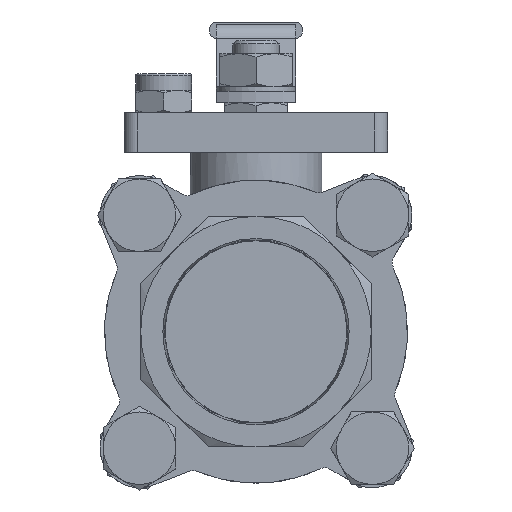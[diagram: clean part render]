
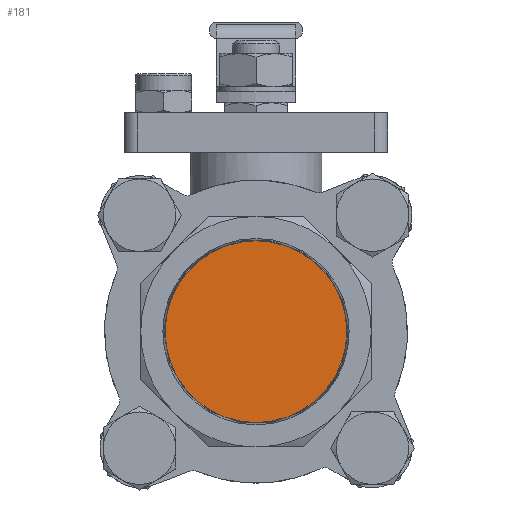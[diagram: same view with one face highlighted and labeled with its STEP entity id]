
A CAD part, front view. The second image highlights one B-rep face of the part: STEP entity #181.
In plain terms, the highlighted planar face has unit normal (0, -1, 0).
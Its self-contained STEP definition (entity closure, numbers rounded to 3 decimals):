
#150=CARTESIAN_POINT('',(27.584,-36.5,0.));
#151=VERTEX_POINT('',#150);
#152=CARTESIAN_POINT('',(0.0,-36.5,0.));
#153=DIRECTION('',(0.0,-1.0,0.0));
#154=DIRECTION('',(1.0,0.0,0.0));
#155=AXIS2_PLACEMENT_3D('',#152,#153,#154);
#156=CIRCLE('',#155,27.584);
#157=EDGE_CURVE('',#151,#151,#156,.T.);
#173=CARTESIAN_POINT('',(0.0,-36.5,0.));
#174=DIRECTION('',(0.0,-1.0,0.0));
#175=DIRECTION('',(1.0,0.0,0.0));
#176=AXIS2_PLACEMENT_3D('',#173,#174,#175);
#177=PLANE('',#176);
#178=ORIENTED_EDGE('',*,*,#157,.T.);
#179=EDGE_LOOP('',(#178));
#180=FACE_OUTER_BOUND('',#179,.T.);
#181=ADVANCED_FACE('',(#180),#177,.T.);
